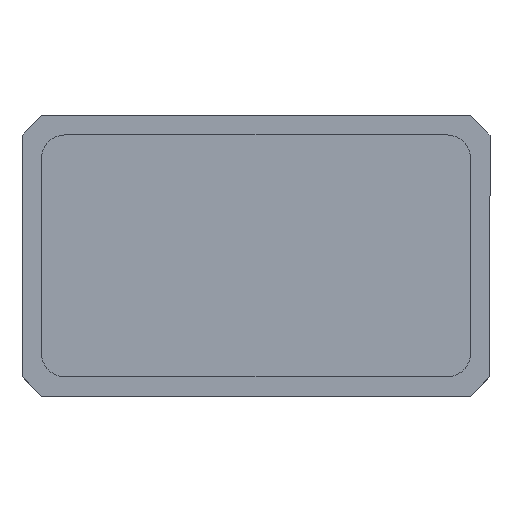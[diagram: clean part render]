
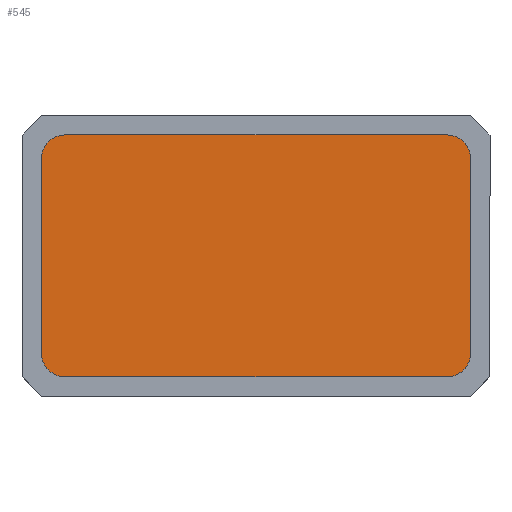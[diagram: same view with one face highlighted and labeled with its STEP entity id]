
A CAD part, top view. The second image highlights one B-rep face of the part: STEP entity #545.
In plain terms, the highlighted planar face has unit normal (0, 0, 1).
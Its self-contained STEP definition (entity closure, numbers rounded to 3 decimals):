
#30 = AXIS2_PLACEMENT_3D ( 'NONE', #1483, #580, #796 ) ;
#60 = LINE ( 'NONE', #1347, #279 ) ;
#74 = DIRECTION ( 'NONE',  ( -1., 0., 0. ) ) ;
#81 = ORIENTED_EDGE ( 'NONE', *, *, #972, .T. ) ;
#165 = VERTEX_POINT ( 'NONE', #2110 ) ;
#214 = CIRCLE ( 'NONE', #1752, 0.3 ) ;
#232 = CARTESIAN_POINT ( 'NONE',  ( -2.45, -1.55, 0.75 ) ) ;
#279 = VECTOR ( 'NONE', #487, 1000. ) ;
#295 = ORIENTED_EDGE ( 'NONE', *, *, #560, .T. ) ;
#328 = CARTESIAN_POINT ( 'NONE',  ( 2.75, -1.25, 0.75 ) ) ;
#358 = VERTEX_POINT ( 'NONE', #1124 ) ;
#434 = LINE ( 'NONE', #328, #2221 ) ;
#439 = CARTESIAN_POINT ( 'NONE',  ( 2.45, -1.55, 0.75 ) ) ;
#461 = CARTESIAN_POINT ( 'NONE',  ( 2.75, -1.25, 0.75 ) ) ;
#487 = DIRECTION ( 'NONE',  ( -1., 0., 0. ) ) ;
#496 = DIRECTION ( 'NONE',  ( 1., 0., 0. ) ) ;
#535 = CARTESIAN_POINT ( 'NONE',  ( -2.45, 1.25, 0.75 ) ) ;
#545 = ADVANCED_FACE ( 'NONE', ( #1037 ), #2237, .F. ) ;
#560 = EDGE_CURVE ( 'NONE', #358, #1994, #60, .T. ) ;
#580 = DIRECTION ( 'NONE',  ( 0., 0., 1. ) ) ;
#608 = LINE ( 'NONE', #978, #874 ) ;
#629 = DIRECTION ( 'NONE',  ( 0., -1., 0. ) ) ;
#651 = DIRECTION ( 'NONE',  ( 0., 0., 1. ) ) ;
#725 = AXIS2_PLACEMENT_3D ( 'NONE', #1482, #1452, #736 ) ;
#731 = EDGE_LOOP ( 'NONE', ( #1835, #1498, #81, #1417, #2082, #2114, #1407, #295 ) ) ;
#736 = DIRECTION ( 'NONE',  ( 1., 0., 0. ) ) ;
#796 = DIRECTION ( 'NONE',  ( 1., 0., 0. ) ) ;
#874 = VECTOR ( 'NONE', #629, 1000. ) ;
#878 = EDGE_CURVE ( 'NONE', #1706, #1083, #1832, .T. ) ;
#972 = EDGE_CURVE ( 'NONE', #1304, #1704, #214, .T. ) ;
#978 = CARTESIAN_POINT ( 'NONE',  ( -2.75, -1.25, 0.75 ) ) ;
#994 = AXIS2_PLACEMENT_3D ( 'NONE', #1021, #1177, #74 ) ;
#1021 = CARTESIAN_POINT ( 'NONE',  ( -2.45, 1.25, 0.75 ) ) ;
#1037 = FACE_OUTER_BOUND ( 'NONE', #731, .T. ) ;
#1063 = CARTESIAN_POINT ( 'NONE',  ( -2.45, -1.55, 0.75 ) ) ;
#1076 = DIRECTION ( 'NONE',  ( -1., 0., 0. ) ) ;
#1083 = VERTEX_POINT ( 'NONE', #461 ) ;
#1124 = CARTESIAN_POINT ( 'NONE',  ( 2.45, 1.55, 0.75 ) ) ;
#1177 = DIRECTION ( 'NONE',  ( 0., 0., -1. ) ) ;
#1205 = CIRCLE ( 'NONE', #1794, 0.3 ) ;
#1221 = EDGE_CURVE ( 'NONE', #165, #358, #1644, .T. ) ;
#1267 = CARTESIAN_POINT ( 'NONE',  ( -2.45, 1.55, 0.75 ) ) ;
#1287 = VECTOR ( 'NONE', #496, 1000. ) ;
#1304 = VERTEX_POINT ( 'NONE', #1359 ) ;
#1342 = EDGE_CURVE ( 'NONE', #1704, #1706, #1472, .T. ) ;
#1347 = CARTESIAN_POINT ( 'NONE',  ( -2.45, 1.55, 0.75 ) ) ;
#1359 = CARTESIAN_POINT ( 'NONE',  ( -2.75, -1.25, 0.75 ) ) ;
#1407 = ORIENTED_EDGE ( 'NONE', *, *, #1221, .T. ) ;
#1417 = ORIENTED_EDGE ( 'NONE', *, *, #1342, .T. ) ;
#1422 = DIRECTION ( 'NONE',  ( 0., 0., 1. ) ) ;
#1452 = DIRECTION ( 'NONE',  ( 0., 0., 1. ) ) ;
#1472 = LINE ( 'NONE', #1063, #1287 ) ;
#1479 = EDGE_CURVE ( 'NONE', #1994, #1735, #1205, .T. ) ;
#1482 = CARTESIAN_POINT ( 'NONE',  ( 2.45, -1.25, 0.75 ) ) ;
#1483 = CARTESIAN_POINT ( 'NONE',  ( 2.45, 1.25, 0.75 ) ) ;
#1498 = ORIENTED_EDGE ( 'NONE', *, *, #1653, .T. ) ;
#1538 = DIRECTION ( 'NONE',  ( 1., 0., 0. ) ) ;
#1644 = CIRCLE ( 'NONE', #30, 0.3 ) ;
#1653 = EDGE_CURVE ( 'NONE', #1735, #1304, #608, .T. ) ;
#1667 = CARTESIAN_POINT ( 'NONE',  ( -2.75, 1.25, 0.75 ) ) ;
#1704 = VERTEX_POINT ( 'NONE', #232 ) ;
#1706 = VERTEX_POINT ( 'NONE', #439 ) ;
#1735 = VERTEX_POINT ( 'NONE', #1667 ) ;
#1752 = AXIS2_PLACEMENT_3D ( 'NONE', #2241, #651, #1538 ) ;
#1794 = AXIS2_PLACEMENT_3D ( 'NONE', #535, #1422, #1076 ) ;
#1832 = CIRCLE ( 'NONE', #725, 0.3 ) ;
#1835 = ORIENTED_EDGE ( 'NONE', *, *, #1479, .T. ) ;
#1994 = VERTEX_POINT ( 'NONE', #1267 ) ;
#2076 = EDGE_CURVE ( 'NONE', #1083, #165, #434, .T. ) ;
#2082 = ORIENTED_EDGE ( 'NONE', *, *, #878, .T. ) ;
#2110 = CARTESIAN_POINT ( 'NONE',  ( 2.75, 1.25, 0.75 ) ) ;
#2114 = ORIENTED_EDGE ( 'NONE', *, *, #2076, .T. ) ;
#2221 = VECTOR ( 'NONE', #2345, 1000. ) ;
#2237 = PLANE ( 'NONE',  #994 ) ;
#2241 = CARTESIAN_POINT ( 'NONE',  ( -2.45, -1.25, 0.75 ) ) ;
#2345 = DIRECTION ( 'NONE',  ( 0., 1., 0. ) ) ;
